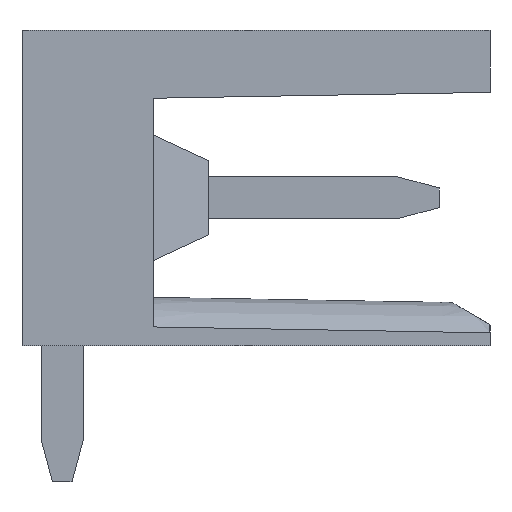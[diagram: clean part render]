
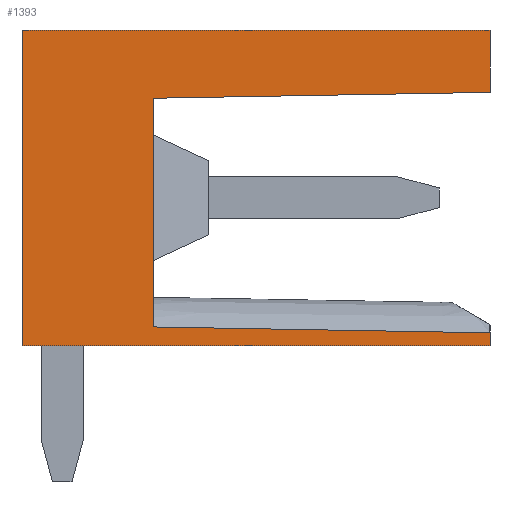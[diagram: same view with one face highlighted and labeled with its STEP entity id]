
A CAD part, left-side view. The second image highlights one B-rep face of the part: STEP entity #1393.
In plain terms, the highlighted planar face has unit normal (-1, 0, 0).
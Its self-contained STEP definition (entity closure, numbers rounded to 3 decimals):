
#1362=AXIS2_PLACEMENT_3D('Plane Axis2P3D',#1359,#1360,#1361) ;
#617=CARTESIAN_POINT('Vertex',(0.,11.05,3.2)) ;
#620=CARTESIAN_POINT('Line Origine',(0.,11.05,6.925)) ;
#624=CARTESIAN_POINT('Vertex',(0.,11.05,10.65)) ;
#781=CARTESIAN_POINT('Vertex',(0.,0.,3.2)) ;
#784=CARTESIAN_POINT('Line Origine',(0.,5.525,3.2)) ;
#823=CARTESIAN_POINT('Vertex',(0.,0.,10.65)) ;
#828=CARTESIAN_POINT('Line Origine',(0.,0.,9.919)) ;
#832=CARTESIAN_POINT('Vertex',(0.,0.,9.189)) ;
#1019=CARTESIAN_POINT('Line Origine',(0.,0.,3.356)) ;
#1023=CARTESIAN_POINT('Vertex',(0.,0.,3.511)) ;
#1157=CARTESIAN_POINT('Line Origine',(0.,5.525,10.65)) ;
#1359=CARTESIAN_POINT('Axis2P3D Location',(0.,0.,0.)) ;
#1364=CARTESIAN_POINT('Line Origine',(0.,3.975,3.581)) ;
#1368=CARTESIAN_POINT('Vertex',(0.,7.95,3.65)) ;
#1371=CARTESIAN_POINT('Line Origine',(0.,7.95,6.35)) ;
#1375=CARTESIAN_POINT('Vertex',(0.,7.95,9.05)) ;
#1378=CARTESIAN_POINT('Line Origine',(0.,3.975,9.119)) ;
#621=DIRECTION('Vector Direction',(0.,0.,1.)) ;
#785=DIRECTION('Vector Direction',(0.,1.,0.)) ;
#829=DIRECTION('Vector Direction',(0.,0.,-1.)) ;
#1020=DIRECTION('Vector Direction',(0.,0.,-1.)) ;
#1158=DIRECTION('Vector Direction',(0.,-1.,0.)) ;
#1360=DIRECTION('Axis2P3D Direction',(-1.,0.,0.)) ;
#1361=DIRECTION('Axis2P3D XDirection',(0.,-1.,0.)) ;
#1365=DIRECTION('Vector Direction',(0.,1.,0.017)) ;
#1372=DIRECTION('Vector Direction',(0.,0.,1.)) ;
#1379=DIRECTION('Vector Direction',(0.,1.,-0.017)) ;
#622=VECTOR('Line Direction',#621,1.) ;
#786=VECTOR('Line Direction',#785,1.) ;
#830=VECTOR('Line Direction',#829,1.) ;
#1021=VECTOR('Line Direction',#1020,1.) ;
#1159=VECTOR('Line Direction',#1158,1.) ;
#1366=VECTOR('Line Direction',#1365,1.) ;
#1373=VECTOR('Line Direction',#1372,1.) ;
#1380=VECTOR('Line Direction',#1379,1.) ;
#1384=ORIENTED_EDGE('',*,*,#834,.T.) ;
#1385=ORIENTED_EDGE('',*,*,#1161,.T.) ;
#1386=ORIENTED_EDGE('',*,*,#626,.T.) ;
#1387=ORIENTED_EDGE('',*,*,#788,.T.) ;
#1388=ORIENTED_EDGE('',*,*,#1025,.T.) ;
#1389=ORIENTED_EDGE('',*,*,#1370,.F.) ;
#1390=ORIENTED_EDGE('',*,*,#1377,.F.) ;
#1391=ORIENTED_EDGE('',*,*,#1382,.F.) ;
#1393=ADVANCED_FACE('HOUSING',(#1392),#1363,.T.) ;
#626=EDGE_CURVE('',#625,#618,#623,.F.) ;
#788=EDGE_CURVE('',#618,#782,#787,.F.) ;
#834=EDGE_CURVE('',#833,#824,#831,.F.) ;
#1025=EDGE_CURVE('',#782,#1024,#1022,.F.) ;
#1161=EDGE_CURVE('',#824,#625,#1160,.F.) ;
#1370=EDGE_CURVE('',#1369,#1024,#1367,.F.) ;
#1377=EDGE_CURVE('',#1376,#1369,#1374,.F.) ;
#1382=EDGE_CURVE('',#833,#1376,#1381,.T.) ;
#1383=EDGE_LOOP('',(#1384,#1385,#1386,#1387,#1388,#1389,#1390,#1391)) ;
#1392=FACE_OUTER_BOUND('',#1383,.T.) ;
#623=LINE('Line',#620,#622) ;
#787=LINE('Line',#784,#786) ;
#831=LINE('Line',#828,#830) ;
#1022=LINE('Line',#1019,#1021) ;
#1160=LINE('Line',#1157,#1159) ;
#1367=LINE('Line',#1364,#1366) ;
#1374=LINE('Line',#1371,#1373) ;
#1381=LINE('Line',#1378,#1380) ;
#1363=PLANE('',#1362) ;
#618=VERTEX_POINT('',#617) ;
#625=VERTEX_POINT('',#624) ;
#782=VERTEX_POINT('',#781) ;
#824=VERTEX_POINT('',#823) ;
#833=VERTEX_POINT('',#832) ;
#1024=VERTEX_POINT('',#1023) ;
#1369=VERTEX_POINT('',#1368) ;
#1376=VERTEX_POINT('',#1375) ;
